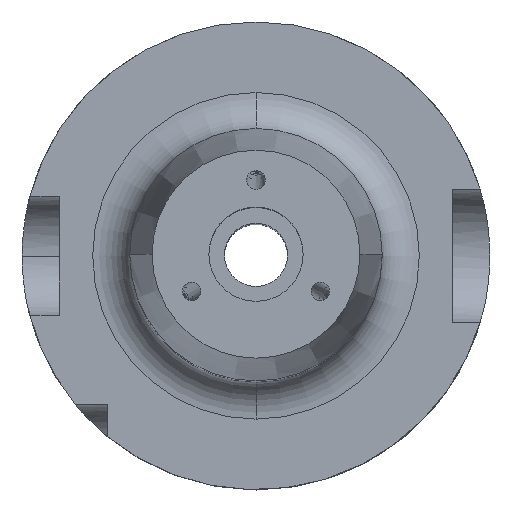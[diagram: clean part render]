
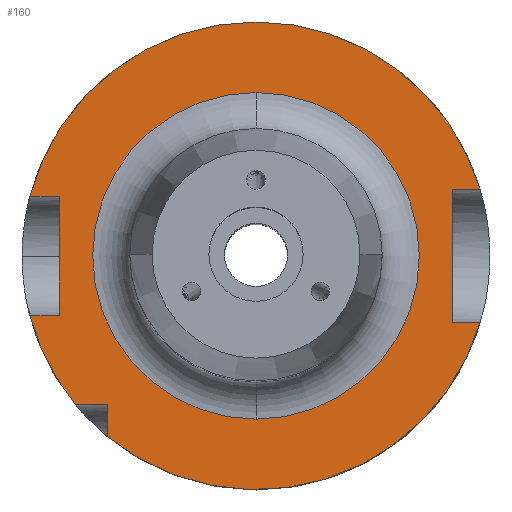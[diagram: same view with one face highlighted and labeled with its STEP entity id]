
A CAD part, top view. The second image highlights one B-rep face of the part: STEP entity #160.
In plain terms, the highlighted planar face has unit normal (0, 0, 1).
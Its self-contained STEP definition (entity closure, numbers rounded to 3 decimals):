
#112 = LINE ( 'NONE', #3163, #3004 ) ;
#119 = CIRCLE ( 'NONE', #3241, 31.5 ) ;
#134 = CARTESIAN_POINT ( 'NONE',  ( -20., -20., 26. ) ) ;
#136 = ORIENTED_EDGE ( 'NONE', *, *, #2663, .T. ) ;
#160 = ADVANCED_FACE ( 'NONE', ( #3055, #2053 ), #1010, .T. ) ;
#202 = EDGE_LOOP ( 'NONE', ( #3780, #734, #2667, #136, #4061, #4062, #3304, #1519, #2194, #2478, #3430, #2355 ) ) ;
#209 = DIRECTION ( 'NONE',  ( 0., 0., 1. ) ) ;
#250 = DIRECTION ( 'NONE',  ( 0., -1., 0. ) ) ;
#264 = VERTEX_POINT ( 'NONE', #4690 ) ;
#269 = EDGE_CURVE ( 'NONE', #2970, #4705, #823, .T. ) ;
#281 = CARTESIAN_POINT ( 'NONE',  ( 0., -8., 26. ) ) ;
#293 = DIRECTION ( 'NONE',  ( 1., 0., 0. ) ) ;
#297 = CARTESIAN_POINT ( 'NONE',  ( -30.467, -8., 26. ) ) ;
#333 = CARTESIAN_POINT ( 'NONE',  ( -20., 0., 26. ) ) ;
#402 = VECTOR ( 'NONE', #4584, 1000. ) ;
#526 = VERTEX_POINT ( 'NONE', #2806 ) ;
#554 = DIRECTION ( 'NONE',  ( 0., 1., 0. ) ) ;
#725 = DIRECTION ( 'NONE',  ( 1., 0., 0. ) ) ;
#734 = ORIENTED_EDGE ( 'NONE', *, *, #3500, .F. ) ;
#823 = CIRCLE ( 'NONE', #4115, 31.5 ) ;
#912 = CARTESIAN_POINT ( 'NONE',  ( 26.5, 9., 26. ) ) ;
#974 = VERTEX_POINT ( 'NONE', #1743 ) ;
#1010 = PLANE ( 'NONE',  #3859 ) ;
#1197 = VERTEX_POINT ( 'NONE', #1556 ) ;
#1268 = CARTESIAN_POINT ( 'NONE',  ( 0., 31.5, 26. ) ) ;
#1275 = CARTESIAN_POINT ( 'NONE',  ( 0., -9., 26. ) ) ;
#1304 = EDGE_CURVE ( 'NONE', #2757, #3902, #119, .T. ) ;
#1305 = CARTESIAN_POINT ( 'NONE',  ( 0., 0., 26. ) ) ;
#1371 = DIRECTION ( 'NONE',  ( -1., 0., 0. ) ) ;
#1462 = CIRCLE ( 'NONE', #2578, 31.5 ) ;
#1519 = ORIENTED_EDGE ( 'NONE', *, *, #269, .F. ) ;
#1534 = LINE ( 'NONE', #2337, #402 ) ;
#1546 = AXIS2_PLACEMENT_3D ( 'NONE', #4732, #2510, #250 ) ;
#1556 = CARTESIAN_POINT ( 'NONE',  ( -26.5, 8., 26. ) ) ;
#1561 = DIRECTION ( 'NONE',  ( 0., 0., -1. ) ) ;
#1568 = DIRECTION ( 'NONE',  ( 0., 0., -1. ) ) ;
#1581 = EDGE_CURVE ( 'NONE', #526, #4632, #4159, .T. ) ;
#1623 = CARTESIAN_POINT ( 'NONE',  ( 0., 22., 26. ) ) ;
#1698 = DIRECTION ( 'NONE',  ( 0., 1., 0. ) ) ;
#1712 = EDGE_CURVE ( 'NONE', #3902, #974, #4799, .T. ) ;
#1743 = CARTESIAN_POINT ( 'NONE',  ( -26.5, -8., 26. ) ) ;
#1801 = DIRECTION ( 'NONE',  ( 0., 1., 0. ) ) ;
#1832 = VECTOR ( 'NONE', #2605, 1000. ) ;
#1906 = AXIS2_PLACEMENT_3D ( 'NONE', #4775, #4569, #4546 ) ;
#2002 = CIRCLE ( 'NONE', #1546, 22. ) ;
#2053 = FACE_OUTER_BOUND ( 'NONE', #202, .T. ) ;
#2167 = CARTESIAN_POINT ( 'NONE',  ( 0., 0., 26. ) ) ;
#2194 = ORIENTED_EDGE ( 'NONE', *, *, #3139, .F. ) ;
#2322 = VERTEX_POINT ( 'NONE', #4284 ) ;
#2337 = CARTESIAN_POINT ( 'NONE',  ( -26.5, 0., 26. ) ) ;
#2355 = ORIENTED_EDGE ( 'NONE', *, *, #1304, .F. ) ;
#2473 = VERTEX_POINT ( 'NONE', #4151 ) ;
#2478 = ORIENTED_EDGE ( 'NONE', *, *, #2555, .F. ) ;
#2510 = DIRECTION ( 'NONE',  ( 0., 0., -1. ) ) ;
#2555 = EDGE_CURVE ( 'NONE', #974, #1197, #1534, .T. ) ;
#2578 = AXIS2_PLACEMENT_3D ( 'NONE', #3797, #1568, #4173 ) ;
#2581 = DIRECTION ( 'NONE',  ( 0., -1., 0. ) ) ;
#2605 = DIRECTION ( 'NONE',  ( 0., 1., 0. ) ) ;
#2663 = EDGE_CURVE ( 'NONE', #264, #2322, #3173, .T. ) ;
#2667 = ORIENTED_EDGE ( 'NONE', *, *, #4177, .F. ) ;
#2727 = EDGE_CURVE ( 'NONE', #3013, #3655, #3930, .T. ) ;
#2757 = VERTEX_POINT ( 'NONE', #4434 ) ;
#2765 = VECTOR ( 'NONE', #4722, 1000. ) ;
#2771 = VECTOR ( 'NONE', #4797, 1000. ) ;
#2806 = CARTESIAN_POINT ( 'NONE',  ( 0., -22., 26. ) ) ;
#2926 = DIRECTION ( 'NONE',  ( 0., 0., -1. ) ) ;
#2963 = CARTESIAN_POINT ( 'NONE',  ( 0., -20., 26. ) ) ;
#2970 = VERTEX_POINT ( 'NONE', #3869 ) ;
#3004 = VECTOR ( 'NONE', #554, 1000. ) ;
#3013 = VERTEX_POINT ( 'NONE', #912 ) ;
#3055 = FACE_BOUND ( 'NONE', #3359, .T. ) ;
#3060 = VECTOR ( 'NONE', #1371, 1000. ) ;
#3068 = EDGE_CURVE ( 'NONE', #2322, #3013, #112, .T. ) ;
#3139 = EDGE_CURVE ( 'NONE', #1197, #2970, #3753, .T. ) ;
#3163 = CARTESIAN_POINT ( 'NONE',  ( 26.5, 0., 26. ) ) ;
#3173 = LINE ( 'NONE', #1275, #3060 ) ;
#3183 = DIRECTION ( 'NONE',  ( 0., 1., 0. ) ) ;
#3241 = AXIS2_PLACEMENT_3D ( 'NONE', #4251, #1561, #1801 ) ;
#3255 = VERTEX_POINT ( 'NONE', #134 ) ;
#3284 = CARTESIAN_POINT ( 'NONE',  ( 0., 9., 26. ) ) ;
#3294 = CARTESIAN_POINT ( 'NONE',  ( 0., 0., 26. ) ) ;
#3304 = ORIENTED_EDGE ( 'NONE', *, *, #3591, .F. ) ;
#3359 = EDGE_LOOP ( 'NONE', ( #4356, #3549 ) ) ;
#3430 = ORIENTED_EDGE ( 'NONE', *, *, #1712, .F. ) ;
#3465 = CIRCLE ( 'NONE', #3892, 31.5 ) ;
#3500 = EDGE_CURVE ( 'NONE', #2473, #3255, #4674, .T. ) ;
#3549 = ORIENTED_EDGE ( 'NONE', *, *, #4267, .T. ) ;
#3591 = EDGE_CURVE ( 'NONE', #4705, #3655, #1462, .T. ) ;
#3655 = VERTEX_POINT ( 'NONE', #4554 ) ;
#3701 = VECTOR ( 'NONE', #725, 1000. ) ;
#3753 = LINE ( 'NONE', #3981, #2765 ) ;
#3780 = ORIENTED_EDGE ( 'NONE', *, *, #4424, .F. ) ;
#3797 = CARTESIAN_POINT ( 'NONE',  ( 0., 0., 26. ) ) ;
#3813 = VECTOR ( 'NONE', #293, 1000. ) ;
#3859 = AXIS2_PLACEMENT_3D ( 'NONE', #2167, #209, #2581 ) ;
#3869 = CARTESIAN_POINT ( 'NONE',  ( -30.467, 8., 26. ) ) ;
#3892 = AXIS2_PLACEMENT_3D ( 'NONE', #1305, #3918, #1698 ) ;
#3902 = VERTEX_POINT ( 'NONE', #297 ) ;
#3918 = DIRECTION ( 'NONE',  ( 0., 0., -1. ) ) ;
#3930 = LINE ( 'NONE', #3284, #3813 ) ;
#3981 = CARTESIAN_POINT ( 'NONE',  ( 0., 8., 26. ) ) ;
#4061 = ORIENTED_EDGE ( 'NONE', *, *, #3068, .T. ) ;
#4062 = ORIENTED_EDGE ( 'NONE', *, *, #2727, .T. ) ;
#4115 = AXIS2_PLACEMENT_3D ( 'NONE', #3294, #2926, #3183 ) ;
#4151 = CARTESIAN_POINT ( 'NONE',  ( -20., -24.336, 26. ) ) ;
#4159 = CIRCLE ( 'NONE', #1906, 22. ) ;
#4173 = DIRECTION ( 'NONE',  ( 0., 1., 0. ) ) ;
#4177 = EDGE_CURVE ( 'NONE', #264, #2473, #3465, .T. ) ;
#4251 = CARTESIAN_POINT ( 'NONE',  ( 0., 0., 26. ) ) ;
#4267 = EDGE_CURVE ( 'NONE', #4632, #526, #2002, .T. ) ;
#4284 = CARTESIAN_POINT ( 'NONE',  ( 26.5, -9., 26. ) ) ;
#4356 = ORIENTED_EDGE ( 'NONE', *, *, #1581, .T. ) ;
#4424 = EDGE_CURVE ( 'NONE', #3255, #2757, #4622, .T. ) ;
#4434 = CARTESIAN_POINT ( 'NONE',  ( -24.336, -20., 26. ) ) ;
#4546 = DIRECTION ( 'NONE',  ( 0., -1., 0. ) ) ;
#4554 = CARTESIAN_POINT ( 'NONE',  ( 30.187, 9., 26. ) ) ;
#4569 = DIRECTION ( 'NONE',  ( 0., 0., -1. ) ) ;
#4584 = DIRECTION ( 'NONE',  ( 0., 1., 0. ) ) ;
#4622 = LINE ( 'NONE', #2963, #2771 ) ;
#4632 = VERTEX_POINT ( 'NONE', #1623 ) ;
#4674 = LINE ( 'NONE', #333, #1832 ) ;
#4690 = CARTESIAN_POINT ( 'NONE',  ( 30.187, -9., 26. ) ) ;
#4705 = VERTEX_POINT ( 'NONE', #1268 ) ;
#4722 = DIRECTION ( 'NONE',  ( -1., 0., 0. ) ) ;
#4732 = CARTESIAN_POINT ( 'NONE',  ( 0., 0., 26. ) ) ;
#4775 = CARTESIAN_POINT ( 'NONE',  ( 0., 0., 26. ) ) ;
#4797 = DIRECTION ( 'NONE',  ( -1., 0., 0. ) ) ;
#4799 = LINE ( 'NONE', #281, #3701 ) ;
